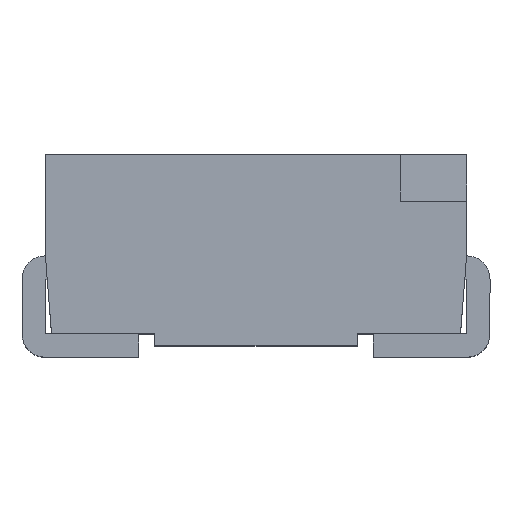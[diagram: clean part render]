
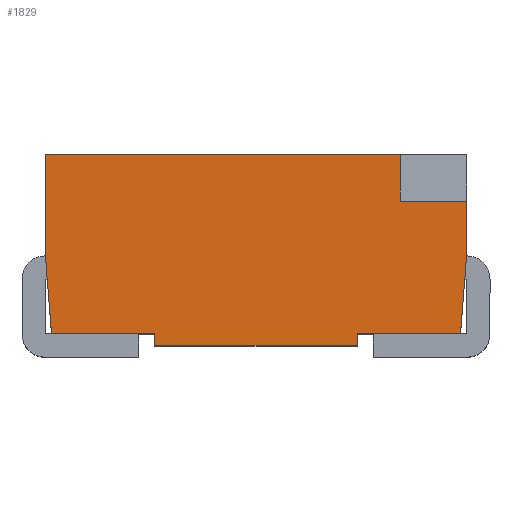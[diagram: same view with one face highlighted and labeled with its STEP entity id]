
A CAD part, top view. The second image highlights one B-rep face of the part: STEP entity #1829.
In plain terms, the highlighted planar face has unit normal (0, 0, 1).
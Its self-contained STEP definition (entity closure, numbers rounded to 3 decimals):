
#105 = EDGE_CURVE ( 'NONE', #1473, #1494, #223, .T. ) ;
#106 = EDGE_CURVE ( 'NONE', #1494, #1491, #226, .T. ) ;
#107 = EDGE_CURVE ( 'NONE', #1508, #1472, #229, .T. ) ;
#109 = EDGE_CURVE ( 'NONE', #1472, #1482, #235, .T. ) ;
#112 = EDGE_CURVE ( 'NONE', #1492, #1482, #244, .T. ) ;
#115 = EDGE_CURVE ( 'NONE', #1506, #1497, #253, .T. ) ;
#223 = LINE ( 'NONE', #224, #1198 ) ;
#224 = CARTESIAN_POINT ( 'NONE',  ( -2.755, 0.35, 1. ) ) ;
#225 = DIRECTION ( 'NONE',  ( -1., 0., 0. ) ) ;
#226 = LINE ( 'NONE', #227, #1200 ) ;
#227 = CARTESIAN_POINT ( 'NONE',  ( 0.926, 0.35, 1. ) ) ;
#228 = DIRECTION ( 'NONE',  ( 0., 1., 0. ) ) ;
#229 = LINE ( 'NONE', #230, #1201 ) ;
#230 = CARTESIAN_POINT ( 'NONE',  ( 0.65, 0., 1. ) ) ;
#231 = DIRECTION ( 'NONE',  ( 0., -1., 0. ) ) ;
#235 = LINE ( 'NONE', #236, #1203 ) ;
#236 = CARTESIAN_POINT ( 'NONE',  ( -2.685, -0.575, 1. ) ) ;
#237 = DIRECTION ( 'NONE',  ( -1., 0., 0. ) ) ;
#244 = LINE ( 'NONE', #245, #1206 ) ;
#245 = CARTESIAN_POINT ( 'NONE',  ( -0.65, 0., 1. ) ) ;
#246 = DIRECTION ( 'NONE',  ( 0., -1., 0. ) ) ;
#253 = LINE ( 'NONE', #254, #1209 ) ;
#254 = CARTESIAN_POINT ( 'NONE',  ( -1.35, 0., 1. ) ) ;
#255 = DIRECTION ( 'NONE',  ( 0., 1., 0. ) ) ;
#278 = CARTESIAN_POINT ( 'NONE',  ( 0.65, -0.575, 1. ) ) ;
#279 = CARTESIAN_POINT ( 'NONE',  ( 1.35, 0.35, 1. ) ) ;
#281 = CARTESIAN_POINT ( 'NONE',  ( -1.311, -0.5, 1. ) ) ;
#288 = CARTESIAN_POINT ( 'NONE',  ( -0.65, -0.575, 1. ) ) ;
#297 = CARTESIAN_POINT ( 'NONE',  ( 0.926, 0.65, 1. ) ) ;
#298 = CARTESIAN_POINT ( 'NONE',  ( -0.65, -0.5, 1. ) ) ;
#300 = CARTESIAN_POINT ( 'NONE',  ( 0.926, 0.35, 1. ) ) ;
#303 = CARTESIAN_POINT ( 'NONE',  ( -1.35, 0.65, 1. ) ) ;
#312 = CARTESIAN_POINT ( 'NONE',  ( -1.35, 0., 1. ) ) ;
#314 = CARTESIAN_POINT ( 'NONE',  ( 0.65, -0.5, 1. ) ) ;
#319 = CARTESIAN_POINT ( 'NONE',  ( 1.35, 0., 1. ) ) ;
#324 = CARTESIAN_POINT ( 'NONE',  ( 1.311, -0.5, 1. ) ) ;
#381 = LINE ( 'NONE', #382, #1225 ) ;
#382 = CARTESIAN_POINT ( 'NONE',  ( -2.685, 0.65, 1. ) ) ;
#383 = DIRECTION ( 'NONE',  ( -1., 0., 0. ) ) ;
#557 = PLANE ( 'NONE',  #1136 ) ;
#558 = CARTESIAN_POINT ( 'NONE',  ( -2.685, 0., 1. ) ) ;
#559 = DIRECTION ( 'NONE',  ( 0., 0., -1. ) ) ;
#560 = DIRECTION ( 'NONE',  ( -1., 0., 0. ) ) ;
#837 = LINE ( 'NONE', #838, #1740 ) ;
#838 = CARTESIAN_POINT ( 'NONE',  ( -2.685, -0.5, 1. ) ) ;
#839 = DIRECTION ( 'NONE',  ( -1., 0., 0. ) ) ;
#853 = LINE ( 'NONE', #854, #1745 ) ;
#854 = CARTESIAN_POINT ( 'NONE',  ( -1.358, 0.104, 1. ) ) ;
#855 = DIRECTION ( 'NONE',  ( -0.078, 0.997, 0. ) ) ;
#901 = LINE ( 'NONE', #902, #1761 ) ;
#902 = CARTESIAN_POINT ( 'NONE',  ( -2.685, -0.5, 1. ) ) ;
#903 = DIRECTION ( 'NONE',  ( 1., 0., 0. ) ) ;
#916 = LINE ( 'NONE', #917, #1767 ) ;
#917 = CARTESIAN_POINT ( 'NONE',  ( 1.325, -0.316, 1. ) ) ;
#918 = DIRECTION ( 'NONE',  ( 0.078, 0.997, 0. ) ) ;
#953 = LINE ( 'NONE', #954, #1779 ) ;
#954 = CARTESIAN_POINT ( 'NONE',  ( 1.35, 0., 1. ) ) ;
#955 = DIRECTION ( 'NONE',  ( 0., 1., 0. ) ) ;
#1130 = FACE_OUTER_BOUND ( 'NONE', #1533, .T. ) ;
#1136 = AXIS2_PLACEMENT_3D ( 'NONE', #558, #559, #560 ) ;
#1198 = VECTOR ( 'NONE', #225, 1000. ) ;
#1200 = VECTOR ( 'NONE', #228, 1000. ) ;
#1201 = VECTOR ( 'NONE', #231, 1000. ) ;
#1203 = VECTOR ( 'NONE', #237, 1000. ) ;
#1206 = VECTOR ( 'NONE', #246, 1000. ) ;
#1209 = VECTOR ( 'NONE', #255, 1000. ) ;
#1225 = VECTOR ( 'NONE', #383, 1000. ) ;
#1299 = ORIENTED_EDGE ( 'NONE', *, *, #1904, .T. ) ;
#1300 = ORIENTED_EDGE ( 'NONE', *, *, #1883, .T. ) ;
#1301 = ORIENTED_EDGE ( 'NONE', *, *, #107, .F. ) ;
#1302 = ORIENTED_EDGE ( 'NONE', *, *, #1857, .F. ) ;
#1366 = ORIENTED_EDGE ( 'NONE', *, *, #109, .F. ) ;
#1367 = ORIENTED_EDGE ( 'NONE', *, *, #112, .T. ) ;
#1368 = ORIENTED_EDGE ( 'NONE', *, *, #1878, .T. ) ;
#1369 = ORIENTED_EDGE ( 'NONE', *, *, #115, .F. ) ;
#1370 = ORIENTED_EDGE ( 'NONE', *, *, #1862, .F. ) ;
#1371 = ORIENTED_EDGE ( 'NONE', *, *, #106, .T. ) ;
#1372 = ORIENTED_EDGE ( 'NONE', *, *, #1796, .T. ) ;
#1373 = ORIENTED_EDGE ( 'NONE', *, *, #105, .T. ) ;
#1472 = VERTEX_POINT ( 'NONE', #278 ) ;
#1473 = VERTEX_POINT ( 'NONE', #279 ) ;
#1475 = VERTEX_POINT ( 'NONE', #281 ) ;
#1482 = VERTEX_POINT ( 'NONE', #288 ) ;
#1491 = VERTEX_POINT ( 'NONE', #297 ) ;
#1492 = VERTEX_POINT ( 'NONE', #298 ) ;
#1494 = VERTEX_POINT ( 'NONE', #300 ) ;
#1497 = VERTEX_POINT ( 'NONE', #303 ) ;
#1506 = VERTEX_POINT ( 'NONE', #312 ) ;
#1508 = VERTEX_POINT ( 'NONE', #314 ) ;
#1513 = VERTEX_POINT ( 'NONE', #319 ) ;
#1518 = VERTEX_POINT ( 'NONE', #324 ) ;
#1533 = EDGE_LOOP ( 'NONE', ( #1373, #1371, #1372, #1369, #1370, #1368, #1367, #1366, #1301, #1302, #1300, #1299 ) ) ;
#1740 = VECTOR ( 'NONE', #839, 1000. ) ;
#1745 = VECTOR ( 'NONE', #855, 1000. ) ;
#1761 = VECTOR ( 'NONE', #903, 1000. ) ;
#1767 = VECTOR ( 'NONE', #918, 1000. ) ;
#1779 = VECTOR ( 'NONE', #955, 1000. ) ;
#1796 = EDGE_CURVE ( 'NONE', #1491, #1497, #381, .T. ) ;
#1829 = ADVANCED_FACE ( 'NONE', ( #1130 ), #557, .F. ) ;
#1857 = EDGE_CURVE ( 'NONE', #1518, #1508, #837, .T. ) ;
#1862 = EDGE_CURVE ( 'NONE', #1475, #1506, #853, .T. ) ;
#1878 = EDGE_CURVE ( 'NONE', #1475, #1492, #901, .T. ) ;
#1883 = EDGE_CURVE ( 'NONE', #1518, #1513, #916, .T. ) ;
#1904 = EDGE_CURVE ( 'NONE', #1513, #1473, #953, .T. ) ;
